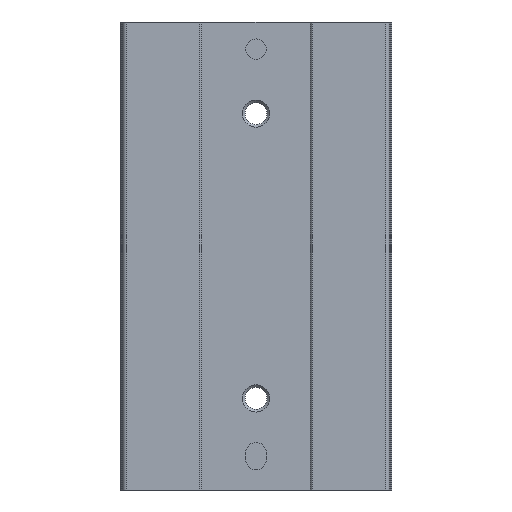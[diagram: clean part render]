
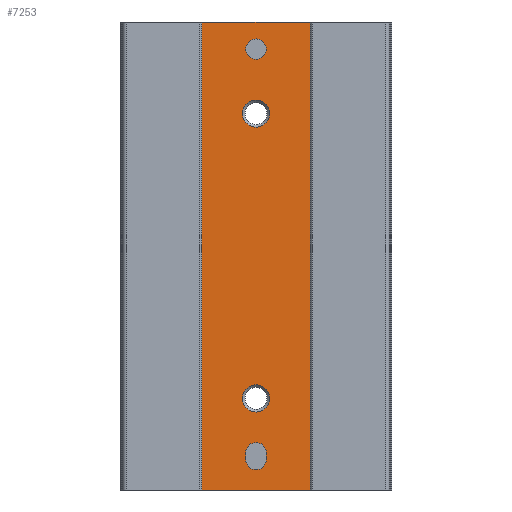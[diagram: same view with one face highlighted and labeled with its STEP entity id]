
A CAD part, front view. The second image highlights one B-rep face of the part: STEP entity #7253.
In plain terms, the highlighted planar face has unit normal (0, -1, 0).
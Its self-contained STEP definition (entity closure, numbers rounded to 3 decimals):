
#137=PLANE('',#7818);
#423=LINE('',#10968,#1095);
#429=LINE('',#10995,#1101);
#463=LINE('',#11106,#1135);
#464=LINE('',#11111,#1136);
#465=LINE('',#11115,#1137);
#466=LINE('',#11122,#1138);
#1095=VECTOR('',#8652,1000.);
#1101=VECTOR('',#8674,1000.);
#1135=VECTOR('',#8768,1000.);
#1136=VECTOR('',#8773,1000.);
#1137=VECTOR('',#8776,1000.);
#1138=VECTOR('',#8783,1000.);
#1886=ORIENTED_EDGE('',*,*,#3912,.T.);
#1887=ORIENTED_EDGE('',*,*,#3913,.T.);
#1888=ORIENTED_EDGE('',*,*,#3914,.T.);
#1889=ORIENTED_EDGE('',*,*,#3915,.T.);
#1890=ORIENTED_EDGE('',*,*,#3916,.F.);
#1891=ORIENTED_EDGE('',*,*,#3917,.T.);
#1892=ORIENTED_EDGE('',*,*,#3918,.T.);
#1893=ORIENTED_EDGE('',*,*,#3854,.F.);
#1894=ORIENTED_EDGE('',*,*,#3911,.F.);
#1895=ORIENTED_EDGE('',*,*,#3841,.T.);
#1896=ORIENTED_EDGE('',*,*,#3919,.T.);
#3841=EDGE_CURVE('',#4864,#4863,#423,.T.);
#3854=EDGE_CURVE('',#4876,#4877,#429,.T.);
#3911=EDGE_CURVE('',#4864,#4876,#463,.T.);
#3912=EDGE_CURVE('',#4924,#4925,#5593,.F.);
#3913=EDGE_CURVE('',#4925,#4926,#464,.T.);
#3914=EDGE_CURVE('',#4926,#4927,#5594,.F.);
#3915=EDGE_CURVE('',#4927,#4924,#465,.T.);
#3916=EDGE_CURVE('',#4928,#4928,#5595,.T.);
#3917=EDGE_CURVE('',#4929,#4929,#5596,.T.);
#3918=EDGE_CURVE('',#4930,#4930,#5597,.T.);
#3919=EDGE_CURVE('',#4863,#4877,#466,.T.);
#4863=VERTEX_POINT('',#10967);
#4864=VERTEX_POINT('',#10969);
#4876=VERTEX_POINT('',#10994);
#4877=VERTEX_POINT('',#10996);
#4924=VERTEX_POINT('',#11109);
#4925=VERTEX_POINT('',#11110);
#4926=VERTEX_POINT('',#11112);
#4927=VERTEX_POINT('',#11114);
#4928=VERTEX_POINT('',#11117);
#4929=VERTEX_POINT('',#11119);
#4930=VERTEX_POINT('',#11121);
#5593=CIRCLE('',#7819,1.5);
#5594=CIRCLE('',#7820,1.5);
#5595=CIRCLE('',#7821,1.5);
#5596=CIRCLE('',#7822,2.);
#5597=CIRCLE('',#7823,2.);
#5896=EDGE_LOOP('',(#1886,#1887,#1888,#1889));
#5897=EDGE_LOOP('',(#1890));
#5898=EDGE_LOOP('',(#1891));
#5899=EDGE_LOOP('',(#1892));
#5900=EDGE_LOOP('',(#1893,#1894,#1895,#1896));
#6502=FACE_BOUND('',#5896,.T.);
#6503=FACE_BOUND('',#5897,.T.);
#6504=FACE_BOUND('',#5898,.T.);
#6505=FACE_BOUND('',#5899,.T.);
#6506=FACE_BOUND('',#5900,.T.);
#7253=ADVANCED_FACE('',(#6502,#6503,#6504,#6505,#6506),#137,.T.);
#7818=AXIS2_PLACEMENT_3D('',#11107,#8769,#8770);
#7819=AXIS2_PLACEMENT_3D('',#11108,#8771,#8772);
#7820=AXIS2_PLACEMENT_3D('',#11113,#8774,#8775);
#7821=AXIS2_PLACEMENT_3D('',#11116,#8777,#8778);
#7822=AXIS2_PLACEMENT_3D('',#11118,#8779,#8780);
#7823=AXIS2_PLACEMENT_3D('',#11120,#8781,#8782);
#8652=DIRECTION('',(1.,0.,0.));
#8674=DIRECTION('',(1.,0.,0.));
#8768=DIRECTION('',(0.,0.,1.));
#8769=DIRECTION('',(0.,-1.,0.));
#8770=DIRECTION('',(0.,0.,-1.));
#8771=DIRECTION('',(0.,-1.,0.));
#8772=DIRECTION('',(0.,0.,-1.));
#8773=DIRECTION('',(0.,0.,1.));
#8774=DIRECTION('',(0.,-1.,0.));
#8775=DIRECTION('',(0.,0.,-1.));
#8776=DIRECTION('',(0.,0.,-1.));
#8777=DIRECTION('',(0.,-1.,0.));
#8778=DIRECTION('',(0.,0.,-1.));
#8779=DIRECTION('',(0.,1.,0.));
#8780=DIRECTION('',(0.,0.,1.));
#8781=DIRECTION('',(0.,1.,0.));
#8782=DIRECTION('',(0.,0.,1.));
#8783=DIRECTION('',(0.,0.,1.));
#10967=CARTESIAN_POINT('',(8.,0.3,-69.));
#10968=CARTESIAN_POINT('',(-8.,0.3,-69.));
#10969=CARTESIAN_POINT('',(-8.,0.3,-69.));
#10994=CARTESIAN_POINT('',(-8.,0.3,0.));
#10995=CARTESIAN_POINT('',(-8.,0.3,0.));
#10996=CARTESIAN_POINT('',(8.,0.3,0.));
#11106=CARTESIAN_POINT('',(-8.,0.3,-69.));
#11107=CARTESIAN_POINT('',(-8.,0.3,-69.));
#11108=CARTESIAN_POINT('',(0.,0.3,-64.5));
#11109=CARTESIAN_POINT('',(1.5,0.3,-64.5));
#11110=CARTESIAN_POINT('',(-1.5,0.3,-64.5));
#11111=CARTESIAN_POINT('',(-1.5,0.3,-69.));
#11112=CARTESIAN_POINT('',(-1.5,0.3,-63.5));
#11113=CARTESIAN_POINT('',(0.,0.3,-63.5));
#11114=CARTESIAN_POINT('',(1.5,0.3,-63.5));
#11115=CARTESIAN_POINT('',(1.5,0.3,-69.));
#11116=CARTESIAN_POINT('',(0.,0.3,-4.));
#11117=CARTESIAN_POINT('',(0.,0.3,-5.5));
#11118=CARTESIAN_POINT('',(0.,0.3,-55.5));
#11119=CARTESIAN_POINT('',(0.,0.3,-53.5));
#11120=CARTESIAN_POINT('',(0.,0.3,-13.5));
#11121=CARTESIAN_POINT('',(0.,0.3,-11.5));
#11122=CARTESIAN_POINT('',(8.,0.3,-69.));
